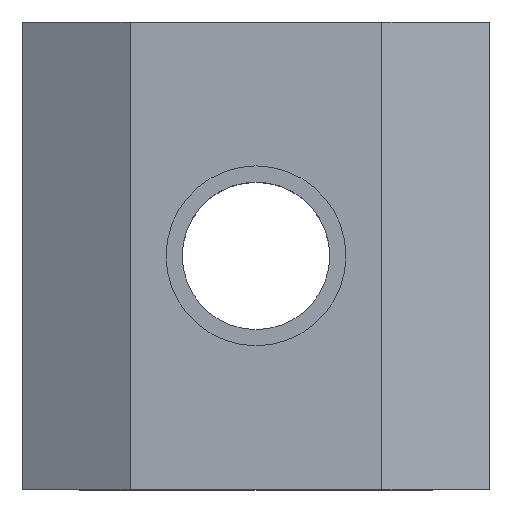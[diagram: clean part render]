
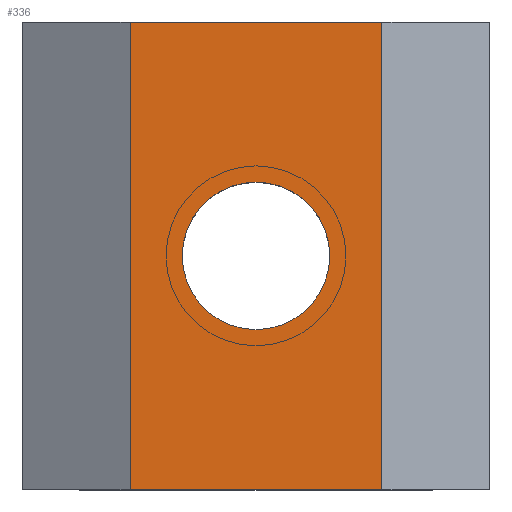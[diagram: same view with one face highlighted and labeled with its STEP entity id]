
A CAD part, top view. The second image highlights one B-rep face of the part: STEP entity #336.
In plain terms, the highlighted planar face has unit normal (0, 0, 1).
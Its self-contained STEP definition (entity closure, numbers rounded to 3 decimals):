
#18=DIRECTION('',(1.,0.,0.));
#19=VECTOR('',#18,7.);
#20=CARTESIAN_POINT('',(-3.5,-6.5,0.));
#21=LINE('',#20,#19);
#72=DIRECTION('',(0.,1.,0.));
#73=VECTOR('',#72,13.);
#74=CARTESIAN_POINT('',(3.5,-6.5,0.));
#75=LINE('',#74,#73);
#76=DIRECTION('',(0.,1.,0.));
#77=VECTOR('',#76,13.);
#78=CARTESIAN_POINT('',(-3.5,-6.5,0.));
#79=LINE('',#78,#77);
#80=CARTESIAN_POINT('',(0.,0.,0.));
#81=DIRECTION('',(0.,0.,1.));
#82=DIRECTION('',(1.,0.,0.));
#83=AXIS2_PLACEMENT_3D('',#80,#81,#82);
#85=CARTESIAN_POINT('',(0.,0.,0.));
#86=DIRECTION('',(0.,0.,1.));
#87=DIRECTION('',(-1.,0.,0.));
#88=AXIS2_PLACEMENT_3D('',#85,#86,#87);
#126=DIRECTION('',(1.,0.,0.));
#127=VECTOR('',#126,7.);
#128=CARTESIAN_POINT('',(-3.5,6.5,0.));
#129=LINE('',#128,#127);
#158=CARTESIAN_POINT('',(-3.5,-6.5,0.));
#159=VERTEX_POINT('',#158);
#160=CARTESIAN_POINT('',(3.5,-6.5,0.));
#161=VERTEX_POINT('',#160);
#178=CARTESIAN_POINT('',(-3.5,6.5,0.));
#179=VERTEX_POINT('',#178);
#180=CARTESIAN_POINT('',(3.5,6.5,0.));
#181=VERTEX_POINT('',#180);
#190=CARTESIAN_POINT('',(2.05,0.,0.));
#191=CARTESIAN_POINT('',(-2.05,0.,0.));
#192=VERTEX_POINT('',#190);
#193=VERTEX_POINT('',#191);
#317=CARTESIAN_POINT('',(-3.5,-6.5,0.));
#318=DIRECTION('',(0.,0.,1.));
#319=DIRECTION('',(1.,0.,0.));
#320=AXIS2_PLACEMENT_3D('',#317,#318,#319);
#321=PLANE('',#320);
#322=ORIENTED_EDGE('',*,*,#211,.F.);
#324=ORIENTED_EDGE('',*,*,#323,.T.);
#326=ORIENTED_EDGE('',*,*,#325,.T.);
#327=ORIENTED_EDGE('',*,*,#309,.F.);
#328=EDGE_LOOP('',(#322,#324,#326,#327));
#329=FACE_OUTER_BOUND('',#328,.F.);
#331=ORIENTED_EDGE('',*,*,#330,.T.);
#333=ORIENTED_EDGE('',*,*,#332,.T.);
#334=EDGE_LOOP('',(#331,#333));
#335=FACE_BOUND('',#334,.F.);
#336=ADVANCED_FACE('',(#329,#335),#321,.T.);
#84=CIRCLE('',#83,2.05);
#89=CIRCLE('',#88,2.05);
#211=EDGE_CURVE('',#159,#161,#21,.T.);
#309=EDGE_CURVE('',#161,#181,#75,.T.);
#323=EDGE_CURVE('',#159,#179,#79,.T.);
#325=EDGE_CURVE('',#179,#181,#129,.T.);
#330=EDGE_CURVE('',#192,#193,#84,.T.);
#332=EDGE_CURVE('',#193,#192,#89,.T.);
